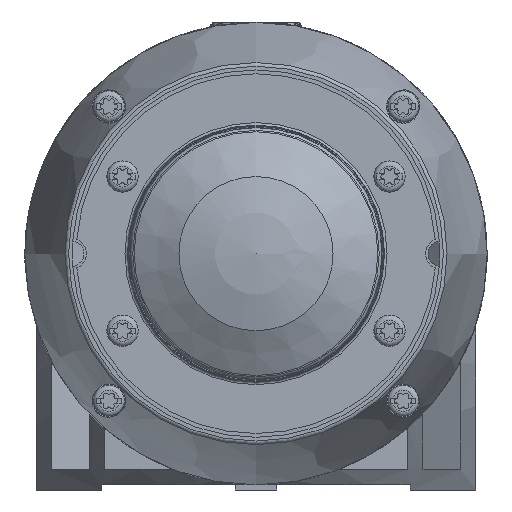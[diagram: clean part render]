
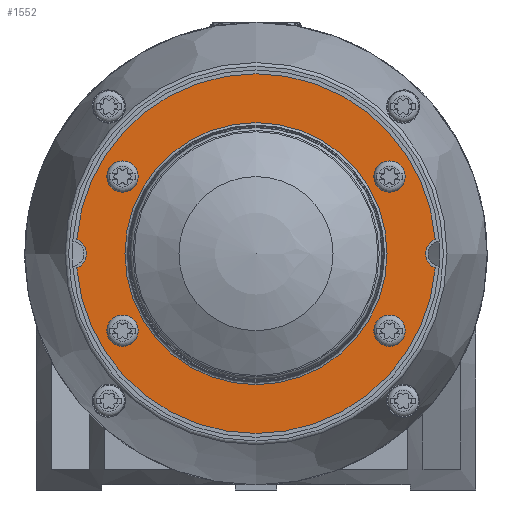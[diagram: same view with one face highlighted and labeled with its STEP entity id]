
A CAD part, left-side view. The second image highlights one B-rep face of the part: STEP entity #1552.
In plain terms, the highlighted planar face has unit normal (-1, 0, 0).
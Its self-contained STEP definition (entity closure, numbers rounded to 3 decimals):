
#1552 = ADVANCED_FACE( '', ( #3618, #3619, #3620, #3621, #3622, #3623 ), #3624, .T. );
#3618 = FACE_BOUND( '', #16615, .T. );
#3619 = FACE_BOUND( '', #16616, .T. );
#3620 = FACE_BOUND( '', #16617, .T. );
#3621 = FACE_BOUND( '', #16618, .T. );
#3622 = FACE_BOUND( '', #16619, .T. );
#3623 = FACE_OUTER_BOUND( '', #16620, .T. );
#3624 = PLANE( '', #16621 );
#16615 = EDGE_LOOP( '', ( #31607 ) );
#16616 = EDGE_LOOP( '', ( #31608 ) );
#16617 = EDGE_LOOP( '', ( #31609 ) );
#16618 = EDGE_LOOP( '', ( #31610 ) );
#16619 = EDGE_LOOP( '', ( #31611 ) );
#16620 = EDGE_LOOP( '', ( #31612, #31613, #31614, #31615 ) );
#16621 = AXIS2_PLACEMENT_3D( '', #31616, #31617, #31618 );
#31607 = ORIENTED_EDGE( '', *, *, #37323, .T. );
#31608 = ORIENTED_EDGE( '', *, *, #37324, .T. );
#31609 = ORIENTED_EDGE( '', *, *, #37325, .T. );
#31610 = ORIENTED_EDGE( '', *, *, #37326, .T. );
#31611 = ORIENTED_EDGE( '', *, *, #37327, .T. );
#31612 = ORIENTED_EDGE( '', *, *, #35881, .F. );
#31613 = ORIENTED_EDGE( '', *, *, #36426, .T. );
#31614 = ORIENTED_EDGE( '', *, *, #37328, .F. );
#31615 = ORIENTED_EDGE( '', *, *, #37329, .T. );
#31616 = CARTESIAN_POINT( '', ( -136.5, 0., 80. ) );
#31617 = DIRECTION( '', ( -1., 0., 0. ) );
#31618 = DIRECTION( '', ( 0., 0., 1. ) );
#35881 = EDGE_CURVE( '', #39003, #39004, #39005, .T. );
#36426 = EDGE_CURVE( '', #39003, #39939, #39941, .T. );
#37323 = EDGE_CURVE( '', #41304, #41304, #41305, .F. );
#37324 = EDGE_CURVE( '', #41306, #41306, #41307, .F. );
#37325 = EDGE_CURVE( '', #41308, #41308, #41309, .F. );
#37326 = EDGE_CURVE( '', #41310, #41310, #41311, .F. );
#37327 = EDGE_CURVE( '', #41312, #41312, #41313, .F. );
#37328 = EDGE_CURVE( '', #41314, #39939, #41315, .T. );
#37329 = EDGE_CURVE( '', #41314, #39004, #41316, .T. );
#39003 = VERTEX_POINT( '', #46133 );
#39004 = VERTEX_POINT( '', #46134 );
#39005 = CIRCLE( '', #46135, 35. );
#39939 = VERTEX_POINT( '', #49526 );
#39941 = CIRCLE( '', #49529, 3. );
#41304 = VERTEX_POINT( '', #54473 );
#41305 = CIRCLE( '', #54474, 3.05 );
#41306 = VERTEX_POINT( '', #54475 );
#41307 = CIRCLE( '', #54476, 3.05 );
#41308 = VERTEX_POINT( '', #54477 );
#41309 = CIRCLE( '', #54478, 3.05 );
#41310 = VERTEX_POINT( '', #54479 );
#41311 = CIRCLE( '', #54480, 3.05 );
#41312 = VERTEX_POINT( '', #54481 );
#41313 = CIRCLE( '', #54482, 25.5 );
#41314 = VERTEX_POINT( '', #54483 );
#41315 = CIRCLE( '', #54484, 35. );
#41316 = CIRCLE( '', #54485, 3. );
#46133 = CARTESIAN_POINT( '', ( -136.5, -34.889, 42.213 ) );
#46134 = CARTESIAN_POINT( '', ( -136.5, 34.889, 42.213 ) );
#46135 = AXIS2_PLACEMENT_3D( '', #58966, #58967, #58968 );
#49526 = CARTESIAN_POINT( '', ( -136.5, -34.889, 47.787 ) );
#49529 = AXIS2_PLACEMENT_3D( '', #59683, #59684, #59685 );
#54473 = CARTESIAN_POINT( '', ( -136.5, -25.981, 33.05 ) );
#54474 = AXIS2_PLACEMENT_3D( '', #60788, #60789, #60790 );
#54475 = CARTESIAN_POINT( '', ( -136.5, 25.981, 63.05 ) );
#54476 = AXIS2_PLACEMENT_3D( '', #60791, #60792, #60793 );
#54477 = CARTESIAN_POINT( '', ( -136.5, -25.981, 63.05 ) );
#54478 = AXIS2_PLACEMENT_3D( '', #60794, #60795, #60796 );
#54479 = CARTESIAN_POINT( '', ( -136.5, 25.981, 33.05 ) );
#54480 = AXIS2_PLACEMENT_3D( '', #60797, #60798, #60799 );
#54481 = CARTESIAN_POINT( '', ( -136.5, 0., 70.5 ) );
#54482 = AXIS2_PLACEMENT_3D( '', #60800, #60801, #60802 );
#54483 = CARTESIAN_POINT( '', ( -136.5, 34.889, 47.787 ) );
#54484 = AXIS2_PLACEMENT_3D( '', #60803, #60804, #60805 );
#54485 = AXIS2_PLACEMENT_3D( '', #60806, #60807, #60808 );
#58966 = CARTESIAN_POINT( '', ( -136.5, 0., 45. ) );
#58967 = DIRECTION( '', ( 1., 0., 0. ) );
#58968 = DIRECTION( '', ( 0., 0., -1. ) );
#59683 = CARTESIAN_POINT( '', ( -136.5, -36., 45. ) );
#59684 = DIRECTION( '', ( 1., 0., 0. ) );
#59685 = DIRECTION( '', ( 0., 0., 1. ) );
#60788 = CARTESIAN_POINT( '', ( -136.5, -25.981, 30. ) );
#60789 = DIRECTION( '', ( -1., 0., 0. ) );
#60790 = DIRECTION( '', ( 0., 0., 1. ) );
#60791 = CARTESIAN_POINT( '', ( -136.5, 25.981, 60. ) );
#60792 = DIRECTION( '', ( -1., 0., 0. ) );
#60793 = DIRECTION( '', ( 0., 0., 1. ) );
#60794 = CARTESIAN_POINT( '', ( -136.5, -25.981, 60. ) );
#60795 = DIRECTION( '', ( -1., 0., 0. ) );
#60796 = DIRECTION( '', ( 0., 0., 1. ) );
#60797 = CARTESIAN_POINT( '', ( -136.5, 25.981, 30. ) );
#60798 = DIRECTION( '', ( -1., 0., 0. ) );
#60799 = DIRECTION( '', ( 0., 0., 1. ) );
#60800 = CARTESIAN_POINT( '', ( -136.5, 0., 45. ) );
#60801 = DIRECTION( '', ( -1., 0., 0. ) );
#60802 = DIRECTION( '', ( 0., 0., 1. ) );
#60803 = CARTESIAN_POINT( '', ( -136.5, 0., 45. ) );
#60804 = DIRECTION( '', ( 1., 0., 0. ) );
#60805 = DIRECTION( '', ( 0., 0., -1. ) );
#60806 = CARTESIAN_POINT( '', ( -136.5, 36., 45. ) );
#60807 = DIRECTION( '', ( 1., 0., 0. ) );
#60808 = DIRECTION( '', ( 0., 0., 1. ) );
